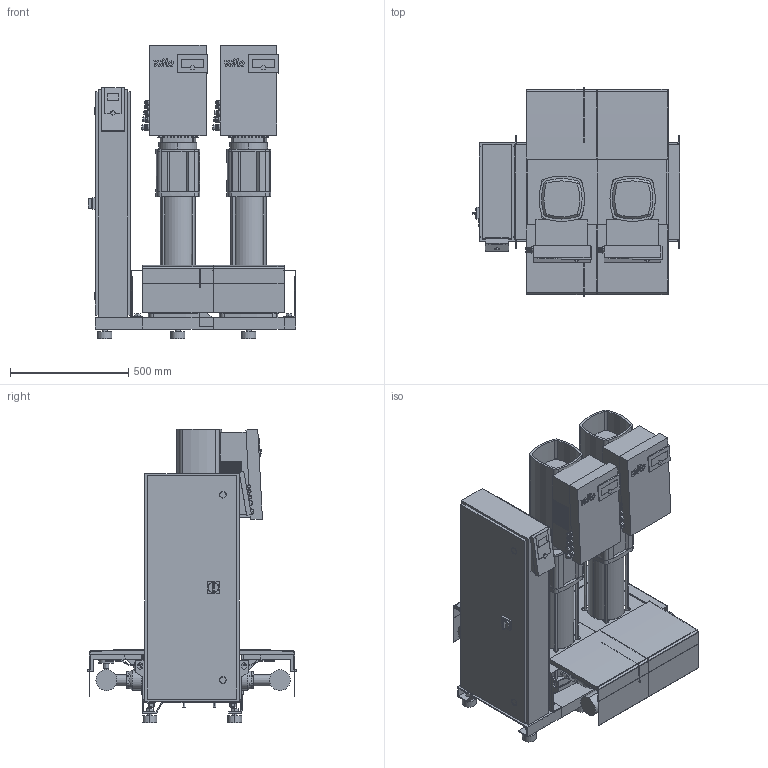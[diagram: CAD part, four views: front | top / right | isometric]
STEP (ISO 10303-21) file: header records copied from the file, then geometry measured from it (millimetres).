
FILE_DESCRIPTION((''),'2;1');
FILE_NAME('3d_SiBoostSmart2HelixEXCEL1605-2536402.stp','2016-08-24T10:12:52',(''),(''),'Mechanical Desktop 2009','Mechanical Desktop 2009',', , ');
FILE_SCHEMA(('CONFIG_CONTROL_DESIGN'));
Length unit declared in the file: millimetre
Products named in the file (1): Product
Bounding box: 880 x 885 x 1242 mm (x, y, z)
Volume: 153007398.4 mm3; surface area: 11894873.6 mm2
Topology: 137 solids, 137 shells, 3413 faces, 8536 edges, 5550 vertices
Faces by surface type: bspline 1475, plane 1111, cylinder 631, cone 114, torus 70, sphere 12
Entity records: 109659 total; most frequent: CARTESIAN_POINT 30505, ORIENTED_EDGE 17064, DIRECTION 14922, EDGE_CURVE 8532, VECTOR 5568, LINE 5568, VERTEX_POINT 5546, AXIS2_PLACEMENT_3D 4677
